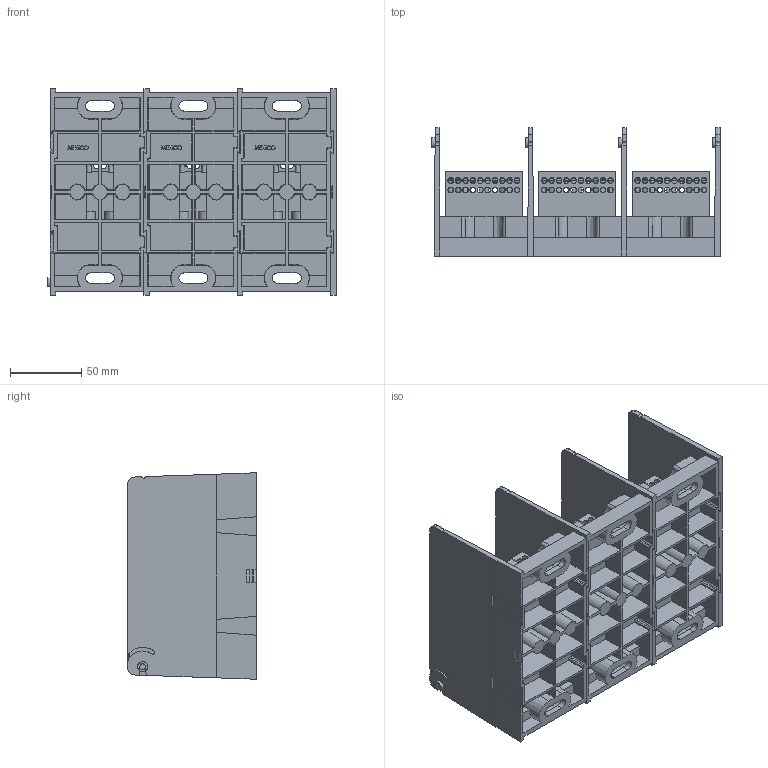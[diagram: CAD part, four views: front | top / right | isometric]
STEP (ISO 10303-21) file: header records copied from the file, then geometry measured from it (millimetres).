
FILE_DESCRIPTION (( 'STEP AP214' ), '1' );
FILE_NAME ('702020revA-3P.STEP', '2017-05-03T14:36:54', ( '' ), ( '' ), 'SwSTEP 2.0', 'SolidWorks 2016', '' );
FILE_SCHEMA (( 'AUTOMOTIVE_DESIGN' ));
Length unit declared in the file: inch
Products named in the file (1): 702020revA-3P
Bounding box: 202.31 x 90.17 x 144.78 mm (x, y, z)
Surface area: 266074.1 mm2 (no closed solid volume)
Topology: 0 solids, 69 shells, 1134 faces, 4385 edges, 3068 vertices
Faces by surface type: plane 662, cone 257, cylinder 215
Full cylindrical faces by diameter (mm): 3.581 x78, 4.064 x1, 4.166 x4, 7.112 x1, 11.125 x6, 12.7 x6
Entity records: 63969 total; most frequent: CARTESIAN_POINT 16394, ORIENTED_EDGE 6198, DIRECTION 6142, EDGE_CURVE 3982, VERTEX_POINT 2942, VECTOR 2256, LINE 2256, AXIS2_PLACEMENT_3D 1943
